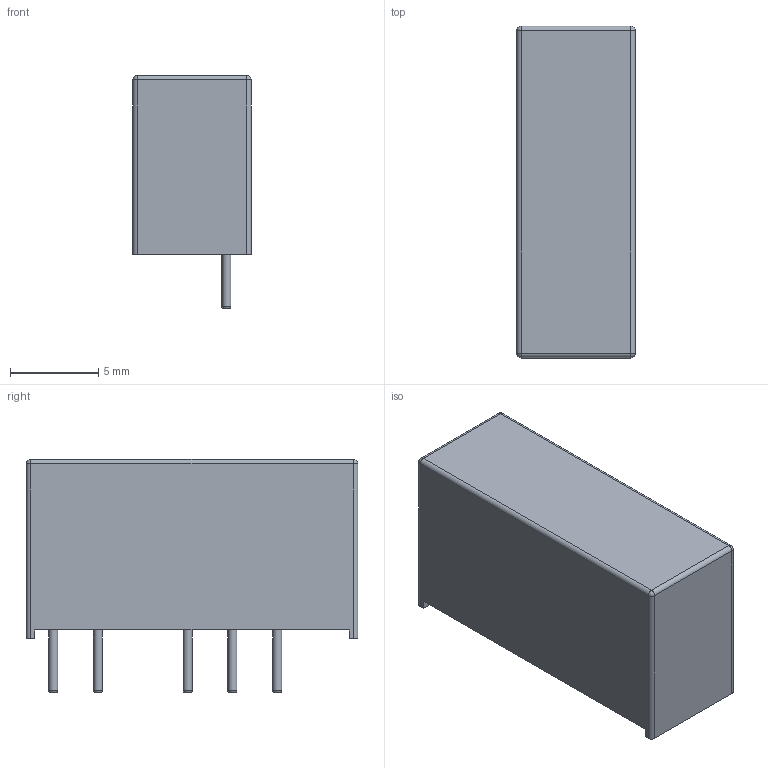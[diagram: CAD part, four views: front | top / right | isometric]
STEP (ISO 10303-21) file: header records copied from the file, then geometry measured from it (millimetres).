
FILE_DESCRIPTION(/* description */ ('model of Converter_DCDC_XP_POWER-IA48xxS_THT'),/* implementation_level */ '2;1');
FILE_NAME(/* name */ 'Converter_DCDC_XP_POWER-IA48xxS_THT.step',/* time_stamp */ '2019-01-25T15:48:21',/* author */ ('kicad StepUp','ksu'),/* organization */ ('FreeCAD'),/* preprocessor_version */ 'OCC',/* originating_system */ 'kicad StepUp',/* authorisation */ '');
FILE_SCHEMA(('AUTOMOTIVE_DESIGN { 1 0 10303 214 1 1 1 1 }'));
Length unit declared in the file: millimetre
Products named in the file (1): Converter_DCDC_XP_POWER_IA48xxS_THT
Bounding box: 6.7 x 18.8 x 13.21 mm (x, y, z)
Volume: 1222.5 mm3; surface area: 777.1 mm2
Topology: 1 solids, 1 shells, 37 faces, 77 edges, 43 vertices
Faces by surface type: plane 15, cylinder 13, torus 5, sphere 4
Full cylindrical faces by diameter (mm): 0.51 x5
Entity records: 1219 total; most frequent: DIRECTION 185, CARTESIAN_POINT 154, ORIENTED_EDGE 146, AXIS2_PLACEMENT_3D 74, EDGE_CURVE 73, VERTEX_POINT 43, FACE_BOUND 42, EDGE_LOOP 42
